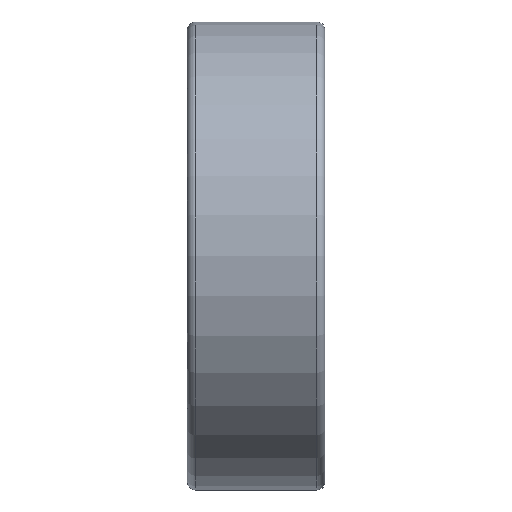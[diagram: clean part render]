
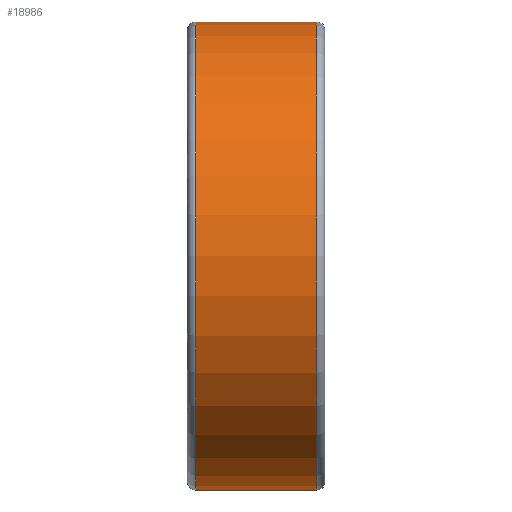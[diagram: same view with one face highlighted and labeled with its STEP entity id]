
A CAD part, top view. The second image highlights one B-rep face of the part: STEP entity #18986.
In plain terms, the highlighted cylindrical face has radius 8.5 mm (diameter 17 mm), a partial arc.
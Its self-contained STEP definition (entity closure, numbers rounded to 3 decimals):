
#9569=DIRECTION('',(-1.,0.,0.));
#9570=VECTOR('',#9569,4.4);
#9571=CARTESIAN_POINT('',(2.2,8.5,0.));
#9572=LINE('',#9571,#9570);
#9576=DIRECTION('',(-1.,0.,0.));
#9577=VECTOR('',#9576,4.4);
#9578=CARTESIAN_POINT('',(2.2,-8.5,0.));
#9579=LINE('',#9578,#9577);
#9591=CARTESIAN_POINT('',(2.2,0.,0.));
#9592=DIRECTION('',(1.,0.,0.));
#9593=DIRECTION('',(0.,1.,0.));
#9594=AXIS2_PLACEMENT_3D('',#9591,#9592,#9593);
#9599=CARTESIAN_POINT('',(-2.2,0.,0.));
#9600=DIRECTION('',(1.,0.,0.));
#9601=DIRECTION('',(0.,1.,0.));
#9602=AXIS2_PLACEMENT_3D('',#9599,#9600,#9601);
#16120=CARTESIAN_POINT('',(2.2,8.5,0.));
#16121=CARTESIAN_POINT('',(-2.2,8.5,0.));
#16122=VERTEX_POINT('',#16120);
#16123=VERTEX_POINT('',#16121);
#16132=CARTESIAN_POINT('',(2.2,-8.5,0.));
#16133=CARTESIAN_POINT('',(-2.2,-8.5,0.));
#16134=VERTEX_POINT('',#16132);
#16135=VERTEX_POINT('',#16133);
#18974=CARTESIAN_POINT('',(-2.75,0.,0.));
#18975=DIRECTION('',(1.,0.,0.));
#18976=DIRECTION('',(0.,-1.,0.));
#18977=AXIS2_PLACEMENT_3D('',#18974,#18975,#18976);
#18978=CYLINDRICAL_SURFACE('',#18977,8.5);
#18979=ORIENTED_EDGE('',*,*,#18964,.F.);
#18980=ORIENTED_EDGE('',*,*,#18941,.T.);
#18981=ORIENTED_EDGE('',*,*,#18968,.T.);
#18983=ORIENTED_EDGE('',*,*,#18982,.F.);
#18984=EDGE_LOOP('',(#18979,#18980,#18981,#18983));
#18985=FACE_OUTER_BOUND('',#18984,.F.);
#9595=CIRCLE('',#9594,8.5);
#9603=CIRCLE('',#9602,8.5);
#18941=EDGE_CURVE('',#16122,#16134,#9595,.T.);
#18964=EDGE_CURVE('',#16122,#16123,#9572,.T.);
#18968=EDGE_CURVE('',#16134,#16135,#9579,.T.);
#18982=EDGE_CURVE('',#16123,#16135,#9603,.T.);
#18986=ADVANCED_FACE('',(#18985),#18978,.T.);
